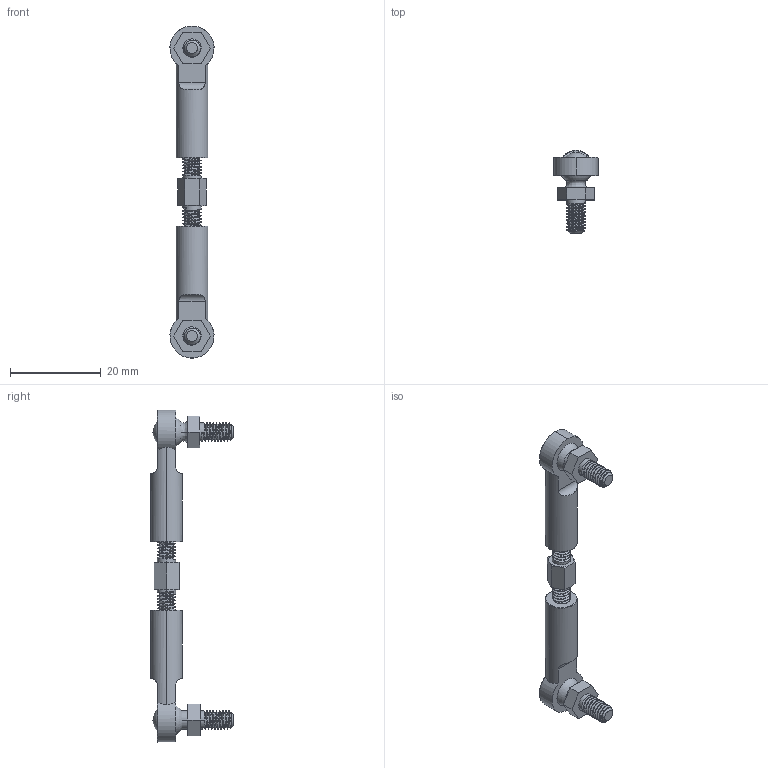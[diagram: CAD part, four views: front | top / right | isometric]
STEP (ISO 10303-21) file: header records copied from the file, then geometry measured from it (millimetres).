
FILE_DESCRIPTION (( 'STEP AP214' ), '1' );
FILE_NAME ('19-0052.STEP', '2025-08-25T09:49:43', ( '' ), ( '' ), 'SwSTEP 2.0', 'SolidWorks 2025', '' );
FILE_SCHEMA (( 'AUTOMOTIVE_DESIGN' ));
Length unit declared in the file: millimetre
Products named in the file (1): 19-0052
Bounding box: 9.68 x 18.2 x 72.98 mm (x, y, z)
Volume: 2721.2 mm3; surface area: 2598.4 mm2
Topology: 3 solids, 3 shells, 167 faces, 454 edges, 299 vertices
Faces by surface type: cylinder 78, plane 36, cone 20, bspline 18, sphere 8, torus 7
Entity records: 11993 total; most frequent: CARTESIAN_POINT 8339, ORIENTED_EDGE 884, DIRECTION 608, EDGE_CURVE 442, VERTEX_POINT 295, AXIS2_PLACEMENT_3D 230, EDGE_LOOP 185, ADVANCED_FACE 167
